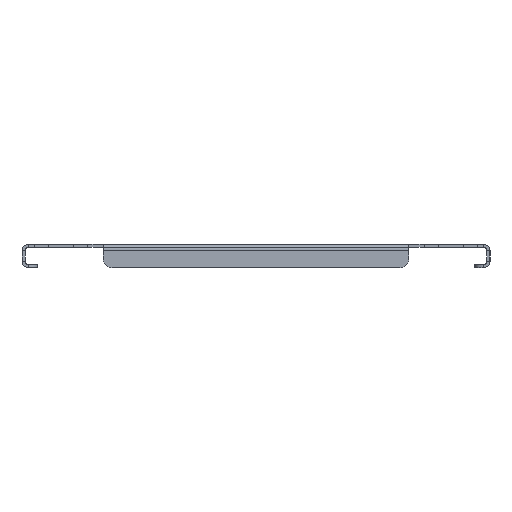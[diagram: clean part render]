
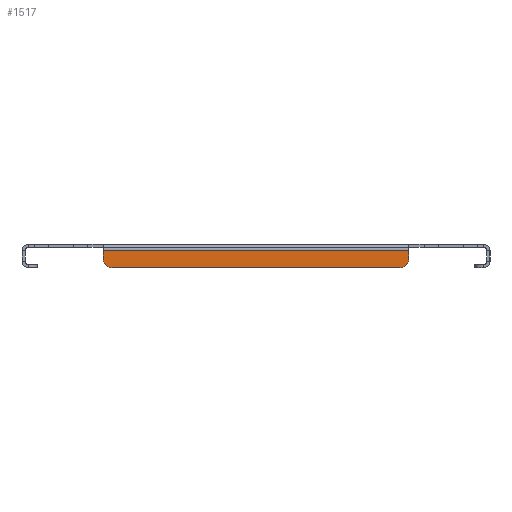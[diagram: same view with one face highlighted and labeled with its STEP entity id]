
A CAD part, left-side view. The second image highlights one B-rep face of the part: STEP entity #1517.
In plain terms, the highlighted planar face has unit normal (-1, 0, 0).
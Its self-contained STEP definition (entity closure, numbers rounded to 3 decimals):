
#66 = AXIS2_PLACEMENT_3D ( 'NONE', #74, #537, #2418 ) ;
#74 = CARTESIAN_POINT ( 'NONE',  ( -449.5, -92., -9. ) ) ;
#180 = EDGE_CURVE ( 'NONE', #1657, #1498, #925, .T. ) ;
#224 = DIRECTION ( 'NONE',  ( 0., 0., -1. ) ) ;
#245 = CARTESIAN_POINT ( 'NONE',  ( -449.5, -98., -4. ) ) ;
#477 = DIRECTION ( 'NONE',  ( 0., 0., -1. ) ) ;
#533 = ORIENTED_EDGE ( 'NONE', *, *, #1037, .T. ) ;
#537 = DIRECTION ( 'NONE',  ( -1., 0., 0. ) ) ;
#545 = ORIENTED_EDGE ( 'NONE', *, *, #2875, .F. ) ;
#595 = ORIENTED_EDGE ( 'NONE', *, *, #985, .F. ) ;
#647 = CARTESIAN_POINT ( 'NONE',  ( -449.5, -150., -15. ) ) ;
#705 = VECTOR ( 'NONE', #2082, 1000. ) ;
#762 = DIRECTION ( 'NONE',  ( 0., -1., 0. ) ) ;
#776 = LINE ( 'NONE', #2403, #2525 ) ;
#925 = LINE ( 'NONE', #2520, #1334 ) ;
#937 = PLANE ( 'NONE',  #2694 ) ;
#985 = EDGE_CURVE ( 'NONE', #1657, #2271, #776, .T. ) ;
#1013 = ORIENTED_EDGE ( 'NONE', *, *, #180, .T. ) ;
#1022 = ORIENTED_EDGE ( 'NONE', *, *, #2239, .T. ) ;
#1031 = CIRCLE ( 'NONE', #66, 6. ) ;
#1037 = EDGE_CURVE ( 'NONE', #2130, #2807, #1031, .T. ) ;
#1235 = EDGE_LOOP ( 'NONE', ( #545, #533, #1746, #595, #1013, #1022 ) ) ;
#1334 = VECTOR ( 'NONE', #477, 1000. ) ;
#1350 = FACE_OUTER_BOUND ( 'NONE', #1235, .T. ) ;
#1429 = CARTESIAN_POINT ( 'NONE',  ( -449.5, -92., -15. ) ) ;
#1434 = VERTEX_POINT ( 'NONE', #2695 ) ;
#1482 = CIRCLE ( 'NONE', #2486, 6. ) ;
#1498 = VERTEX_POINT ( 'NONE', #1833 ) ;
#1517 = ADVANCED_FACE ( 'NONE', ( #1350 ), #937, .F. ) ;
#1657 = VERTEX_POINT ( 'NONE', #1927 ) ;
#1746 = ORIENTED_EDGE ( 'NONE', *, *, #1956, .T. ) ;
#1831 = LINE ( 'NONE', #2706, #705 ) ;
#1833 = CARTESIAN_POINT ( 'NONE',  ( -449.5, 98., -9. ) ) ;
#1854 = DIRECTION ( 'NONE',  ( 0., 0., -1. ) ) ;
#1927 = CARTESIAN_POINT ( 'NONE',  ( -449.5, 98., -4. ) ) ;
#1956 = EDGE_CURVE ( 'NONE', #2807, #2271, #1831, .T. ) ;
#1989 = CARTESIAN_POINT ( 'NONE',  ( -449.5, -98., -9. ) ) ;
#2082 = DIRECTION ( 'NONE',  ( 0., 0., 1. ) ) ;
#2130 = VERTEX_POINT ( 'NONE', #1429 ) ;
#2239 = EDGE_CURVE ( 'NONE', #1498, #1434, #1482, .T. ) ;
#2271 = VERTEX_POINT ( 'NONE', #245 ) ;
#2286 = DIRECTION ( 'NONE',  ( -1., 0., 0. ) ) ;
#2403 = CARTESIAN_POINT ( 'NONE',  ( -449.5, -150., -4. ) ) ;
#2418 = DIRECTION ( 'NONE',  ( 0., 0., -1. ) ) ;
#2486 = AXIS2_PLACEMENT_3D ( 'NONE', #2518, #2286, #1854 ) ;
#2518 = CARTESIAN_POINT ( 'NONE',  ( -449.5, 92., -9. ) ) ;
#2520 = CARTESIAN_POINT ( 'NONE',  ( -449.5, 98., -15. ) ) ;
#2525 = VECTOR ( 'NONE', #762, 1000. ) ;
#2528 = DIRECTION ( 'NONE',  ( 1., 0., 0. ) ) ;
#2534 = DIRECTION ( 'NONE',  ( 0., 1., 0. ) ) ;
#2677 = VECTOR ( 'NONE', #2534, 1000. ) ;
#2694 = AXIS2_PLACEMENT_3D ( 'NONE', #2749, #2528, #224 ) ;
#2695 = CARTESIAN_POINT ( 'NONE',  ( -449.5, 92., -15. ) ) ;
#2706 = CARTESIAN_POINT ( 'NONE',  ( -449.5, -98., -15. ) ) ;
#2729 = LINE ( 'NONE', #647, #2677 ) ;
#2749 = CARTESIAN_POINT ( 'NONE',  ( -449.5, 0., 0. ) ) ;
#2807 = VERTEX_POINT ( 'NONE', #1989 ) ;
#2875 = EDGE_CURVE ( 'NONE', #2130, #1434, #2729, .T. ) ;
